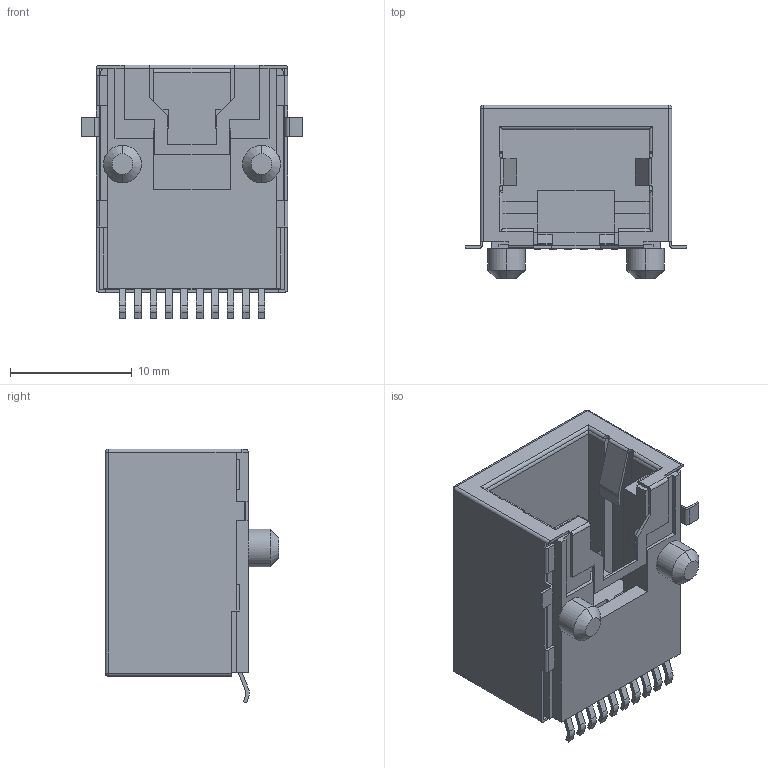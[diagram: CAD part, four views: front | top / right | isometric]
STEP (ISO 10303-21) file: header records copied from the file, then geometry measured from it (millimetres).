
FILE_DESCRIPTION (( 'STEP AP203' ), '1' );
FILE_NAME ('GMX-SMT2-S2-1010.STEP', '2019-02-25T17:04:06', ( '' ), ( '' ), 'SwSTEP 2.0', 'SolidWorks 2018', '' );
FILE_SCHEMA (( 'CONFIG_CONTROL_DESIGN' ));
Length unit declared in the file: millimetre
Products named in the file (1): GMX-SMT2-S2-1010
Bounding box: 18.2 x 14.25 x 20.85 mm (x, y, z)
Volume: 1912.1 mm3; surface area: 3282.2 mm2
Topology: 1 solids, 1 shells, 305 faces, 856 edges, 546 vertices
Faces by surface type: plane 224, cylinder 71, sphere 6, cone 4
Entity records: 9757 total; most frequent: CARTESIAN_POINT 1768, ORIENTED_EDGE 1700, DIRECTION 1584, EDGE_CURVE 850, VECTOR 700, LINE 700, VERTEX_POINT 546, AXIS2_PLACEMENT_3D 442
